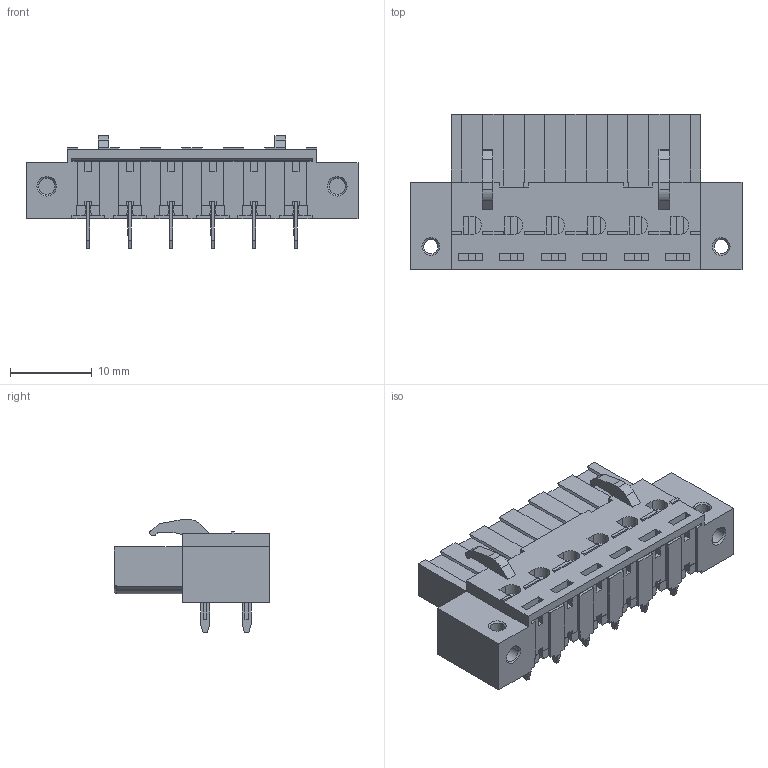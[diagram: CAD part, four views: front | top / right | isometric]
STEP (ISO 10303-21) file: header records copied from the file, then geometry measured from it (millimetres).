
FILE_DESCRIPTION((''),'2;1');
FILE_NAME('WJ2EDGAM-508-06P','2017-03-16T',('QZY'),(''),'CREO PARAMETRIC BY PTC INC, 2014440','CREO PARAMETRIC BY PTC INC, 2014440','');
FILE_SCHEMA(('CONFIG_CONTROL_DESIGN'));
Length unit declared in the file: millimetre
Products named in the file (1): WJ2EDGAM-508-06P
Bounding box: 40.64 x 19 x 13.8 mm (x, y, z)
Volume: 4327.6 mm3; surface area: 3866.8 mm2
Topology: 1 solids, 1 shells, 908 faces, 2557 edges, 1704 vertices
Faces by surface type: plane 745, cone 84, cylinder 53, bspline 20, torus 6
Entity records: 33976 total; most frequent: CARTESIAN_POINT 10973, ORIENTED_EDGE 5114, DIRECTION 4197, EDGE_CURVE 2557, VECTOR 1937, LINE 1937, VERTEX_POINT 1704, AXIS2_PLACEMENT_3D 1130
